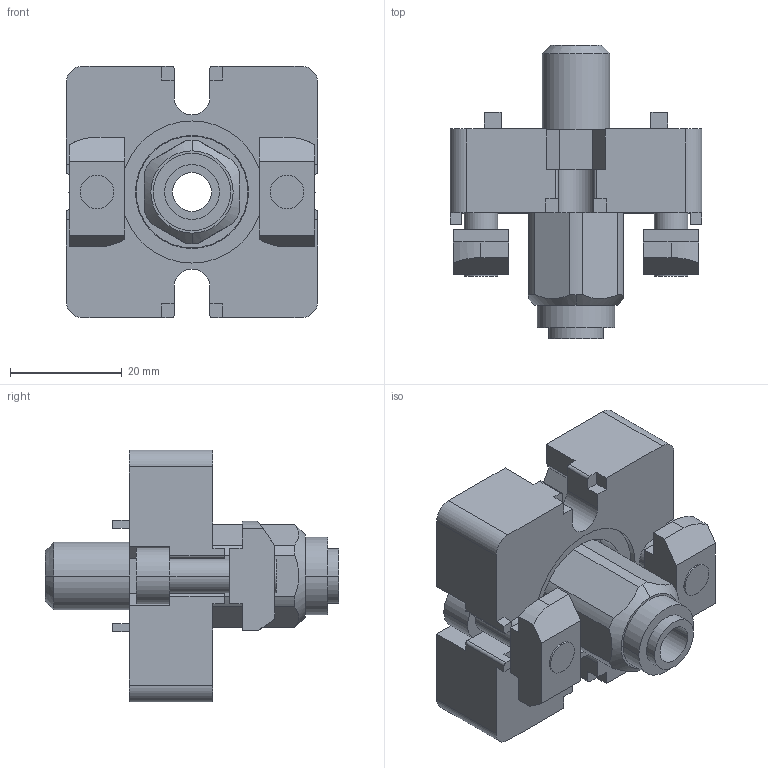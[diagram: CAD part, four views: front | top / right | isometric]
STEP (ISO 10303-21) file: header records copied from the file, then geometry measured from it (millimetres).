
FILE_DESCRIPTION (( 'STEP AP203' ), '1' );
FILE_NAME ('3_842_523_093_Bosch.step', '2024-06-10T07:57:59', ( '' ), ( '' ), 'SwSTEP 2.0', 'SolidWorks 2014', '' );
FILE_SCHEMA (( 'CONFIG_CONTROL_DESIGN' ));
Length unit declared in the file: millimetre
Products named in the file (1): 3_842_523_093_Bosch
Bounding box: 45 x 52.5 x 45 mm (x, y, z)
Volume: 32567.6 mm3; surface area: 14011.8 mm2
Topology: 1 solids, 1 shells, 233 faces, 614 edges, 405 vertices
Faces by surface type: plane 154, cylinder 68, cone 11
Entity records: 7350 total; most frequent: CARTESIAN_POINT 1393, ORIENTED_EDGE 1228, DIRECTION 1209, EDGE_CURVE 614, VECTOR 443, LINE 443, VERTEX_POINT 405, AXIS2_PLACEMENT_3D 383
